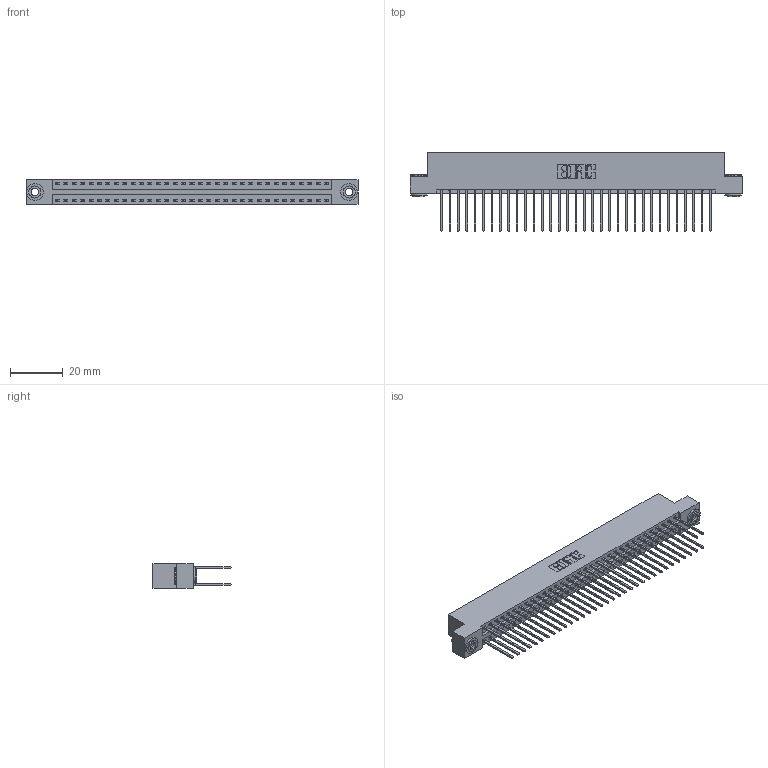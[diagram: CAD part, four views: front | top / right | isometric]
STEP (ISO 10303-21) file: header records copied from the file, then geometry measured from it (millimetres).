
FILE_DESCRIPTION (( 'STEP AP203' ), '1' );
FILE_NAME ('346-066-540-203.STEP', '2022-05-24T17:15:35', ( '' ), ( '' ), 'SwSTEP 2.0', 'SolidWorks 2020', '' );
FILE_SCHEMA (( 'CONFIG_CONTROL_DESIGN' ));
Length unit declared in the file: inch
Products named in the file (4): 346 Part_Flush Mounting Lugs - 0.156 Dia-TH; 345-292-001_345-293-140; 345-250-002_345-250-002-102; 346-066-540-203
Assembly tree (69 placements, depth 2):
  346-066-540-203
    346 Part_Flush Mounting Lugs - 0.156 Dia-TH
    345-292-001_345-293-140  x66
    345-250-002_345-250-002-102  x2
Bounding box: 125.35 x 29.46 x 9.4 mm (x, y, z)
Volume: 12404.7 mm3; surface area: 18341.8 mm2
Topology: 69 solids, 69 shells, 3606 faces, 10671 edges, 7022 vertices
Faces by surface type: plane 2410, cylinder 1188, cone 8
Entity records: 23832 total; most frequent: CARTESIAN_POINT 3921, ORIENTED_EDGE 3846, DIRECTION 3537, EDGE_CURVE 1923, VECTOR 1635, LINE 1635, VERTEX_POINT 1278, AXIS2_PLACEMENT_3D 951
